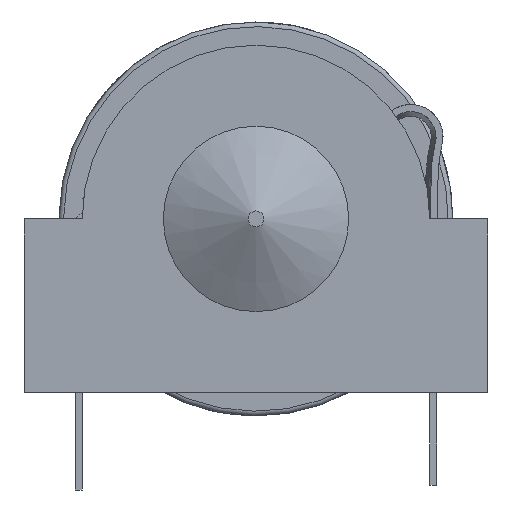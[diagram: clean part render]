
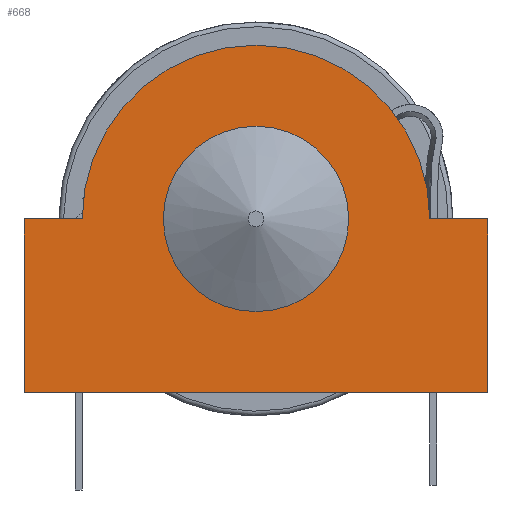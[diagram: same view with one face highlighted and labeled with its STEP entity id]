
A CAD part, front view. The second image highlights one B-rep face of the part: STEP entity #668.
In plain terms, the highlighted planar face has unit normal (0, -1, 0).
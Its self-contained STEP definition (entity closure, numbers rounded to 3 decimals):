
#668=ADVANCED_FACE('',(#2511,#2513),#2515,.F.);
#2511=FACE_BOUND('',#2512,.T.);
#2512=EDGE_LOOP('',(#7667,#7668,#7669,#7670,#7671,#7672));
#2513=FACE_BOUND('',#2514,.T.);
#2514=EDGE_LOOP('',(#7673));
#2515=PLANE('',#2516);
#2516=AXIS2_PLACEMENT_3D('',#2517,#2518,#2519);
#2517=CARTESIAN_POINT('',(0.,0.,0.));
#2518=DIRECTION('',(-0.,1.,0.));
#2519=DIRECTION('',(1.,0.,0.));
#7667=ORIENTED_EDGE('',*,*,#8741,.F.);
#7668=ORIENTED_EDGE('',*,*,#8648,.F.);
#7669=ORIENTED_EDGE('',*,*,#8740,.F.);
#7670=ORIENTED_EDGE('',*,*,#8742,.F.);
#7671=ORIENTED_EDGE('',*,*,#8743,.F.);
#7672=ORIENTED_EDGE('',*,*,#8744,.F.);
#7673=ORIENTED_EDGE('',*,*,#8745,.F.);
#8648=EDGE_CURVE('',#9171,#9173,#9174,.T.);
#8740=EDGE_CURVE('',#9327,#9171,#9329,.T.);
#8741=EDGE_CURVE('',#9173,#9330,#9331,.T.);
#8742=EDGE_CURVE('',#9332,#9327,#9333,.T.);
#8743=EDGE_CURVE('',#9334,#9332,#9335,.T.);
#8744=EDGE_CURVE('',#9330,#9334,#9336,.T.);
#8745=EDGE_CURVE('',#9337,#9337,#9338,.F.);
#9171=VERTEX_POINT('',#10039);
#9173=VERTEX_POINT('',#10043);
#9174=LINE('',#10044,#10045);
#9327=VERTEX_POINT('',#10381);
#9329=LINE('',#10385,#10386);
#9330=VERTEX_POINT('',#10388);
#9331=LINE('',#10389,#10390);
#9332=VERTEX_POINT('',#10392);
#9333=LINE('',#10393,#10394);
#9334=VERTEX_POINT('',#10396);
#9335=CIRCLE('',#10397,7.5);
#9336=LINE('',#10401,#10402);
#9337=VERTEX_POINT('',#10404);
#9338=CIRCLE('',#10405,4.);
#10039=CARTESIAN_POINT('',(-10.,0.,3.75));
#10043=CARTESIAN_POINT('',(10.,0.,3.75));
#10044=CARTESIAN_POINT('',(-10.,0.,3.75));
#10045=VECTOR('',#10046,1.);
#10046=DIRECTION('',(1.,0.,0.));
#10381=CARTESIAN_POINT('',(-10.,0.,-3.75));
#10385=CARTESIAN_POINT('',(-10.,0.,-3.75));
#10386=VECTOR('',#10387,1.);
#10387=DIRECTION('',(0.,0.,1.));
#10388=CARTESIAN_POINT('',(10.,0.,-3.75));
#10389=CARTESIAN_POINT('',(10.,0.,3.75));
#10390=VECTOR('',#10391,1.);
#10391=DIRECTION('',(0.,0.,-1.));
#10392=CARTESIAN_POINT('',(-7.5,0.,-3.75));
#10393=CARTESIAN_POINT('',(-7.5,0.,-3.75));
#10394=VECTOR('',#10395,1.);
#10395=DIRECTION('',(-1.,0.,0.));
#10396=CARTESIAN_POINT('',(7.5,0.,-3.75));
#10397=AXIS2_PLACEMENT_3D('',#10398,#10399,#10400);
#10398=CARTESIAN_POINT('',(0.,0.,-3.75));
#10399=DIRECTION('',(-0.,1.,0.));
#10400=DIRECTION('',(1.,0.,0.));
#10401=CARTESIAN_POINT('',(10.,0.,-3.75));
#10402=VECTOR('',#10403,1.);
#10403=DIRECTION('',(-1.,0.,0.));
#10404=CARTESIAN_POINT('',(0.,0.,0.25));
#10405=AXIS2_PLACEMENT_3D('',#10406,#10407,#10408);
#10406=CARTESIAN_POINT('',(0.,0.,-3.75));
#10407=DIRECTION('',(-0.,1.,0.));
#10408=DIRECTION('',(0.,-0.,1.));
